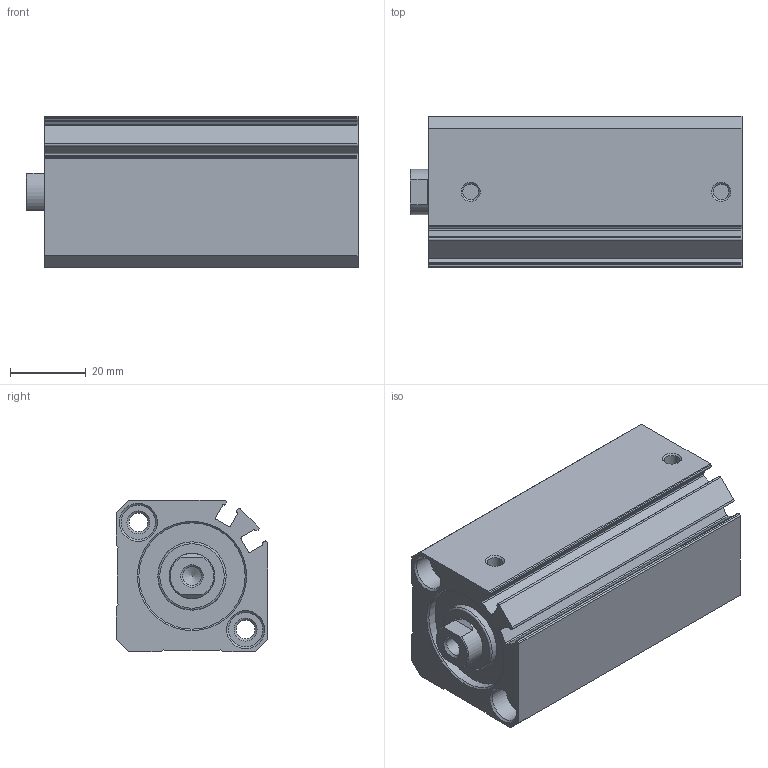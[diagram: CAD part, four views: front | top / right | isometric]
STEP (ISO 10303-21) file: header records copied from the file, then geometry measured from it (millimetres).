
FILE_DESCRIPTION(/* description */ ('STEP AP214'),/* implementation_level */ '2;1');
FILE_NAME(/* name */ 'ACQ25x50S(0_)',/* time_stamp */ '2023-11-17T02:22:36+01:00',/* author */ ('License CC BY-ND 4.0'),/* organization */ ('CADENAS'),/* preprocessor_version */ 'ST-DEVELOPER v19.3',/* originating_system */ 'PARTsolutions',/* authorisation */ ' ');
FILE_SCHEMA (('AUTOMOTIVE_DESIGN {1 0 10303 214 3 1 1}'));
Length unit declared in the file: millimetre
Products named in the file (3): ACQ25x50S(0,); ACQS-25x50_50r; ACQS-25x5050_b
Assembly tree (2 placements, depth 2):
  ACQ25x50S(0,)
    ACQS-25x50_50r
    ACQS-25x5050_b
Bounding box: 87.5 x 40 x 40 mm (x, y, z)
Volume: 96827.8 mm3; surface area: 32109.4 mm2
Topology: 2 solids, 2 shells, 107 faces, 251 edges, 162 vertices
Faces by surface type: plane 54, cylinder 34, cone 18, torus 1
Full cylindrical faces by diameter (mm): 4.134 x2, 4.917 x3, 9 x4, 12 x2, 14 x1, 16 x1, 18 x1, 25 x2, 28 x2
Entity records: 2955 total; most frequent: DIRECTION 518, CARTESIAN_POINT 495, ORIENTED_EDGE 426, EDGE_CURVE 213, AXIS2_PLACEMENT_3D 199, FACE_BOUND 161, VERTEX_POINT 160, EDGE_LOOP 160
